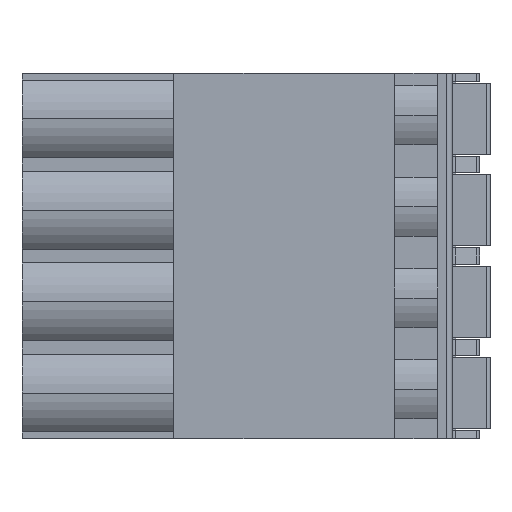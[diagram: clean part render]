
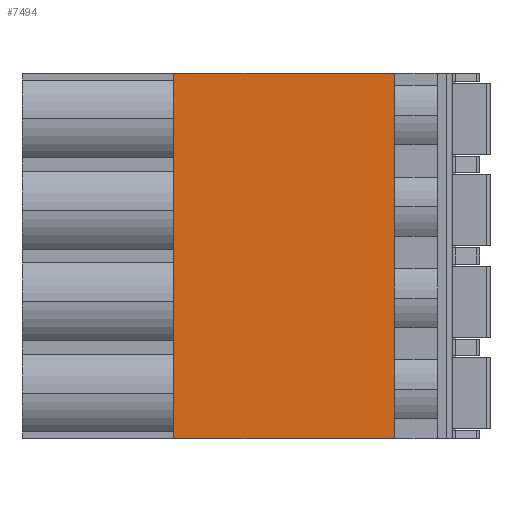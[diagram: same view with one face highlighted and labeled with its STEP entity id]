
A CAD part, front view. The second image highlights one B-rep face of the part: STEP entity #7494.
In plain terms, the highlighted planar face has unit normal (0, -1, 0).
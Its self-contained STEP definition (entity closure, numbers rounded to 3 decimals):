
#683=VERTEX_POINT('',#10806);
#684=VERTEX_POINT('',#10808);
#784=VERTEX_POINT('',#11100);
#868=VERTEX_POINT('',#11354);
#870=VERTEX_POINT('',#11357);
#881=VERTEX_POINT('',#11400);
#1176=VERTEX_POINT('',#12317);
#1178=VERTEX_POINT('',#12323);
#1404=VECTOR('',#8615,1.);
#1503=VECTOR('',#8874,1.);
#1581=VECTOR('',#9113,1.);
#1596=VECTOR('',#9156,1.);
#1793=VECTOR('',#9637,1.);
#1923=VECTOR('',#9962,1.);
#1926=VECTOR('',#9966,1.);
#1927=VECTOR('',#9967,1.);
#2174=LINE('',#10809,#1404);
#2273=LINE('',#11101,#1503);
#2351=LINE('',#11356,#1581);
#2366=LINE('',#11399,#1596);
#2563=LINE('',#11956,#1793);
#2693=LINE('',#12316,#1923);
#2696=LINE('',#12322,#1926);
#2697=LINE('',#12324,#1927);
#2967=EDGE_CURVE('',#684,#683,#2174,.T.);
#3113=EDGE_CURVE('',#684,#784,#2273,.T.);
#3242=EDGE_CURVE('',#868,#870,#2351,.T.);
#3264=EDGE_CURVE('',#683,#881,#2366,.T.);
#3548=EDGE_CURVE('',#881,#868,#2563,.T.);
#3734=EDGE_CURVE('',#1176,#870,#2693,.T.);
#3737=EDGE_CURVE('',#1178,#784,#2696,.T.);
#3738=EDGE_CURVE('',#1176,#1178,#2697,.T.);
#5458=ORIENTED_EDGE('',*,*,#3242,.F.);
#5459=ORIENTED_EDGE('',*,*,#3548,.F.);
#5460=ORIENTED_EDGE('',*,*,#3264,.F.);
#5461=ORIENTED_EDGE('',*,*,#2967,.F.);
#5462=ORIENTED_EDGE('',*,*,#3113,.T.);
#5463=ORIENTED_EDGE('',*,*,#3737,.F.);
#5464=ORIENTED_EDGE('',*,*,#3738,.F.);
#5465=ORIENTED_EDGE('',*,*,#3734,.T.);
#6595=EDGE_LOOP('',(#5458,#5459,#5460,#5461,#5462,#5463,#5464,#5465));
#7055=FACE_BOUND('',#6595,.T.);
#7494=ADVANCED_FACE('',(#7055),#13084,.T.);
#8198=AXIS2_PLACEMENT_3D('',#12321,#9965,$);
#8615=DIRECTION('',(0.,0.,-1.));
#8874=DIRECTION('',(-1.,0.,0.));
#9113=DIRECTION('',(0.,0.,-1.));
#9156=DIRECTION('',(0.,0.,-1.));
#9637=DIRECTION('',(0.,0.,-1.));
#9962=DIRECTION('',(0.,0.,1.));
#9965=DIRECTION('',(0.,-1.,0.));
#9966=DIRECTION('',(0.,0.,1.));
#9967=DIRECTION('',(-1.,0.,0.));
#10806=CARTESIAN_POINT('',(60.807,37.853,0.2));
#10808=CARTESIAN_POINT('',(60.807,37.853,2.5));
#10809=CARTESIAN_POINT('',(60.807,37.853,2.5));
#11100=CARTESIAN_POINT('',(48.727,37.853,2.5));
#11101=CARTESIAN_POINT('',(60.807,37.853,2.5));
#11354=CARTESIAN_POINT('',(60.807,37.853,-9.8));
#11356=CARTESIAN_POINT('',(60.807,37.853,-9.8));
#11357=CARTESIAN_POINT('',(60.807,37.853,-14.8));
#11399=CARTESIAN_POINT('',(60.807,37.853,0.2));
#11400=CARTESIAN_POINT('',(60.807,37.853,-4.8));
#11956=CARTESIAN_POINT('',(60.807,37.853,-4.8));
#12316=CARTESIAN_POINT('',(60.807,37.853,-17.5));
#12317=CARTESIAN_POINT('',(60.807,37.853,-17.5));
#12321=CARTESIAN_POINT('',(48.737,37.853,-2.07));
#12322=CARTESIAN_POINT('',(48.727,37.853,-17.5));
#12323=CARTESIAN_POINT('',(48.727,37.853,-17.5));
#12324=CARTESIAN_POINT('',(60.807,37.853,-17.5));
#13084=PLANE('',#8198);
